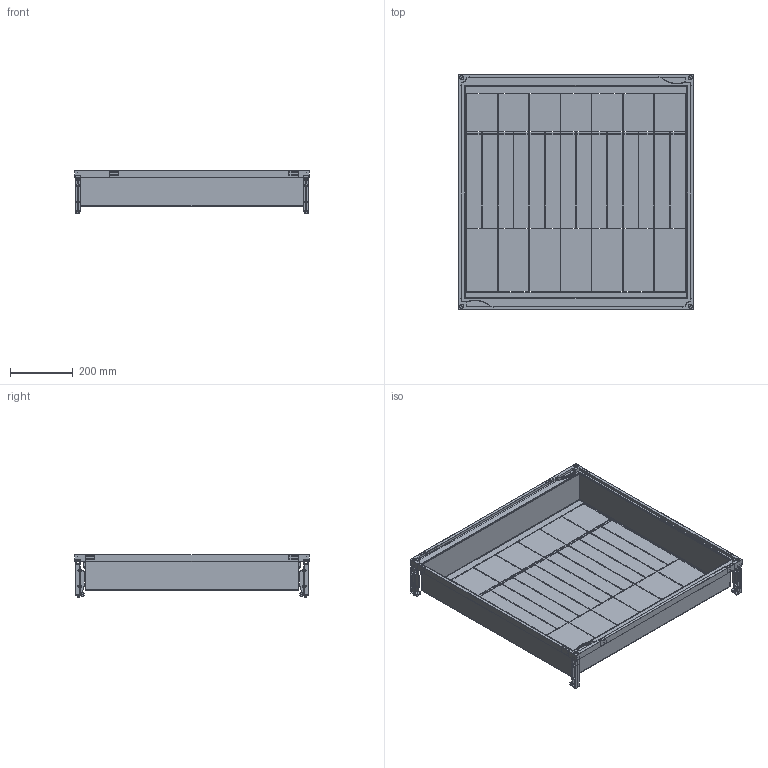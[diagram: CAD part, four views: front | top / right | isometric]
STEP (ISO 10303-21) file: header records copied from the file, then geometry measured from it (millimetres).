
FILE_DESCRIPTION(('STEP AP214'),'1');
FILE_NAME('cctmp_6ACA726A-2477-495E-9884-D9A7C27C6793_2024_05_06_11_54_24_0367..stp','2024-05-06T09:54:26',('SIEMENS A&D'),('CADClick - www.CADClick.com'),'Spatial InterOp 3D',' ','unknown authorization');
FILE_SCHEMA(('AUTOMOTIVE_DESIGN'));
Length unit declared in the file: millimetre
Products named in the file (18): cc_unnamed; 2024_05_06_11_54_24_0313; 2024_05_06_11_54_24_0282; 2024_05_06_11_54_24_0250; 2024_05_06_11_54_24_0219; 2024_05_06_11_54_24_0183; 2024_05_06_11_54_24_0121; 2024_05_06_11_54_24_0090; 2024_05_06_11_54_24_0058; 2024_05_06_11_54_24_0027; 2024_05_06_11_54_23_0961; 2024_05_06_11_54_23_0930; 2024_05_06_11_54_23_0899; 2024_05_06_11_54_23_0867; 2024_05_06_11_54_23_0836; 2024_05_06_11_54_23_0805; 2024_05_06_11_54_23_0774; 2024_05_06_11_54_23_0742
Assembly tree (17 placements, depth 2):
  cc_unnamed
    2024_05_06_11_54_24_0313
    2024_05_06_11_54_24_0282
    2024_05_06_11_54_24_0250
    2024_05_06_11_54_24_0219
    2024_05_06_11_54_24_0183
    2024_05_06_11_54_24_0121
    2024_05_06_11_54_24_0090
    2024_05_06_11_54_24_0058
    2024_05_06_11_54_24_0027
    2024_05_06_11_54_23_0961
    2024_05_06_11_54_23_0930
    2024_05_06_11_54_23_0899
    2024_05_06_11_54_23_0867
    2024_05_06_11_54_23_0836
    2024_05_06_11_54_23_0805
    2024_05_06_11_54_23_0774
    2024_05_06_11_54_23_0742
Bounding box: 750 x 750 x 137.23 mm (x, y, z)
Volume: 2030200.9 mm3; surface area: 2001492.6 mm2
Topology: 17 solids, 17 shells, 2492 faces, 7146 edges, 4708 vertices
Faces by surface type: plane 2052, cylinder 372, torus 28, cone 24, sphere 16
Entity records: 102849 total; most frequent: CARTESIAN_POINT 15364, ORIENTED_EDGE 14260, DIRECTION 13034, EDGE_CURVE 7130, LINE 6094, VECTOR 6094, VERTEX_POINT 4708, AXIS2_PLACEMENT_3D 3470
